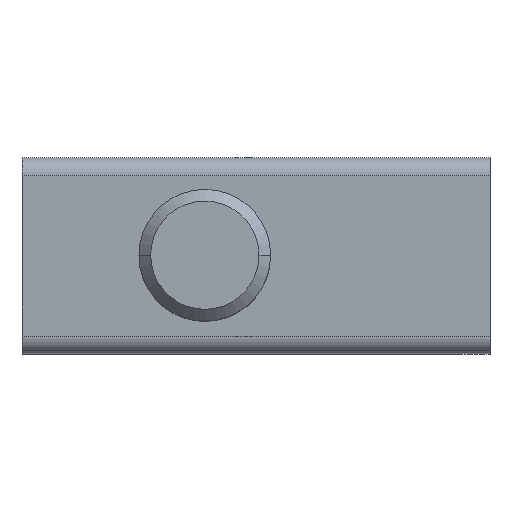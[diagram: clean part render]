
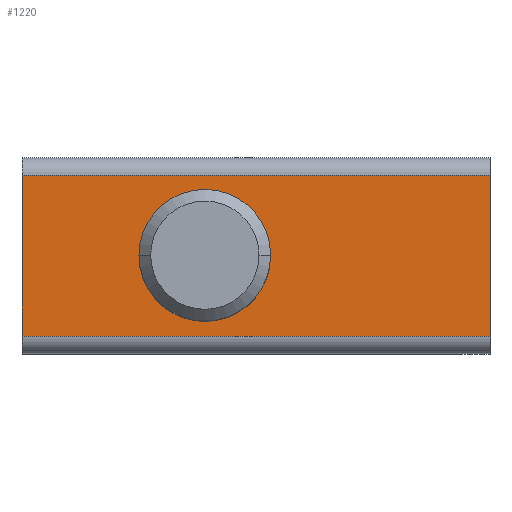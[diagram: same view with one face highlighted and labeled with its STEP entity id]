
A CAD part, top view. The second image highlights one B-rep face of the part: STEP entity #1220.
In plain terms, the highlighted planar face has unit normal (0, 0, 1).
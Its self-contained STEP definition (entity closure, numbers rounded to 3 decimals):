
#191=CARTESIAN_POINT('',(-1.75,0.,0.));
#192=DIRECTION('',(0.,0.,-1.));
#193=DIRECTION('',(0.,1.,0.));
#194=AXIS2_PLACEMENT_3D('',#191,#192,#193);
#200=DIRECTION('',(1.,0.,0.));
#201=VECTOR('',#200,16.);
#202=CARTESIAN_POINT('',(-8.,-2.75,0.));
#203=LINE('',#202,#201);
#204=DIRECTION('',(0.,1.,0.));
#205=VECTOR('',#204,5.5);
#206=CARTESIAN_POINT('',(-8.,-2.75,0.));
#207=LINE('',#206,#205);
#208=DIRECTION('',(-1.,0.,0.));
#209=VECTOR('',#208,16.);
#210=CARTESIAN_POINT('',(8.,2.75,0.));
#211=LINE('',#210,#209);
#212=DIRECTION('',(0.,-1.,0.));
#213=VECTOR('',#212,5.5);
#214=CARTESIAN_POINT('',(8.,2.75,0.));
#215=LINE('',#214,#213);
#216=CARTESIAN_POINT('',(-1.75,0.,0.));
#217=DIRECTION('',(0.,0.,-1.));
#218=DIRECTION('',(0.,-1.,0.));
#219=AXIS2_PLACEMENT_3D('',#216,#217,#218);
#881=CARTESIAN_POINT('',(-1.75,2.1,0.));
#882=CARTESIAN_POINT('',(-1.75,-2.1,0.));
#883=VERTEX_POINT('',#881);
#884=VERTEX_POINT('',#882);
#885=CARTESIAN_POINT('',(8.,-2.75,0.));
#887=VERTEX_POINT('',#885);
#891=CARTESIAN_POINT('',(-8.,-2.75,0.));
#892=VERTEX_POINT('',#891);
#893=CARTESIAN_POINT('',(-8.,2.75,0.));
#895=VERTEX_POINT('',#893);
#899=CARTESIAN_POINT('',(8.,2.75,0.));
#900=VERTEX_POINT('',#899);
#1200=CARTESIAN_POINT('',(0.,0.,0.));
#1201=DIRECTION('',(0.,0.,-1.));
#1202=DIRECTION('',(1.,0.,0.));
#1203=AXIS2_PLACEMENT_3D('',#1200,#1201,#1202);
#1204=PLANE('',#1203);
#1206=ORIENTED_EDGE('',*,*,#1205,.F.);
#1208=ORIENTED_EDGE('',*,*,#1207,.T.);
#1210=ORIENTED_EDGE('',*,*,#1209,.F.);
#1212=ORIENTED_EDGE('',*,*,#1211,.T.);
#1213=EDGE_LOOP('',(#1206,#1208,#1210,#1212));
#1214=FACE_OUTER_BOUND('',#1213,.F.);
#1215=ORIENTED_EDGE('',*,*,#1190,.F.);
#1217=ORIENTED_EDGE('',*,*,#1216,.F.);
#1218=EDGE_LOOP('',(#1215,#1217));
#1219=FACE_BOUND('',#1218,.F.);
#195=CIRCLE('',#194,2.1);
#220=CIRCLE('',#219,2.1);
#1190=EDGE_CURVE('',#883,#884,#195,.T.);
#1205=EDGE_CURVE('',#892,#887,#203,.T.);
#1207=EDGE_CURVE('',#892,#895,#207,.T.);
#1209=EDGE_CURVE('',#900,#895,#211,.T.);
#1211=EDGE_CURVE('',#900,#887,#215,.T.);
#1216=EDGE_CURVE('',#884,#883,#220,.T.);
#1220=ADVANCED_FACE('',(#1214,#1219),#1204,.F.);
